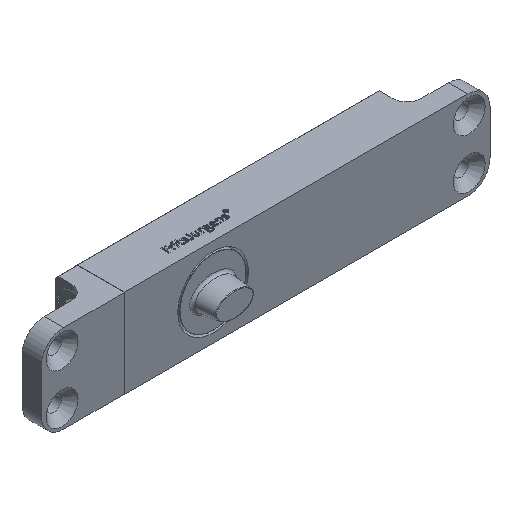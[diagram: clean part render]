
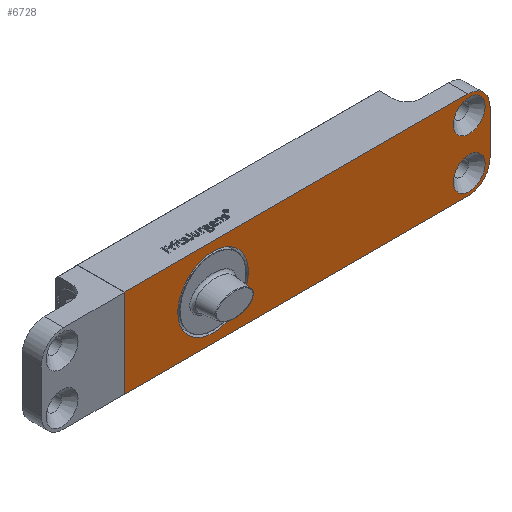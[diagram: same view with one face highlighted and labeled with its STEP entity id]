
A CAD part, isometric view. The second image highlights one B-rep face of the part: STEP entity #6728.
In plain terms, the highlighted planar face has unit normal (0, -1, 0).
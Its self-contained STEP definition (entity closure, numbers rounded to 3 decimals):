
#90 = EDGE_CURVE ( 'NONE', #2234, #3439, #9537, .T. ) ;
#118 = DIRECTION ( 'NONE',  ( 0., 0., -1. ) ) ;
#285 = AXIS2_PLACEMENT_3D ( 'NONE', #4844, #8143, #4740 ) ;
#308 = EDGE_CURVE ( 'NONE', #699, #3439, #9888, .T. ) ;
#352 = CARTESIAN_POINT ( 'NONE',  ( -32., -9., 16. ) ) ;
#367 = EDGE_LOOP ( 'NONE', ( #2484 ) ) ;
#393 = VECTOR ( 'NONE', #2060, 1000. ) ;
#580 = VERTEX_POINT ( 'NONE', #9074 ) ;
#699 = VERTEX_POINT ( 'NONE', #2046 ) ;
#704 = EDGE_LOOP ( 'NONE', ( #9717 ) ) ;
#1138 = CARTESIAN_POINT ( 'NONE',  ( 100., -9., -16. ) ) ;
#1317 = ORIENTED_EDGE ( 'NONE', *, *, #3257, .T. ) ;
#1346 = AXIS2_PLACEMENT_3D ( 'NONE', #2077, #7652, #4516 ) ;
#1554 = LINE ( 'NONE', #4820, #2288 ) ;
#1656 = LINE ( 'NONE', #5136, #8090 ) ;
#1678 = DIRECTION ( 'NONE',  ( 0., 1., 0. ) ) ;
#1713 = CARTESIAN_POINT ( 'NONE',  ( -32., -9., 16. ) ) ;
#1863 = FACE_BOUND ( 'NONE', #4851, .T. ) ;
#1924 = DIRECTION ( 'NONE',  ( 0., -1., 0. ) ) ;
#1987 = ORIENTED_EDGE ( 'NONE', *, *, #4518, .T. ) ;
#2046 = CARTESIAN_POINT ( 'NONE',  ( 100., -9., 8. ) ) ;
#2060 = DIRECTION ( 'NONE',  ( 1., 0., 0. ) ) ;
#2077 = CARTESIAN_POINT ( 'NONE',  ( 92., -9., 8. ) ) ;
#2153 = CIRCLE ( 'NONE', #10673, 5.75 ) ;
#2234 = VERTEX_POINT ( 'NONE', #1713 ) ;
#2288 = VECTOR ( 'NONE', #10554, 1000. ) ;
#2484 = ORIENTED_EDGE ( 'NONE', *, *, #8207, .T. ) ;
#2508 = CARTESIAN_POINT ( 'NONE',  ( 92.5, -9., 3.25 ) ) ;
#2614 = AXIS2_PLACEMENT_3D ( 'NONE', #9402, #1924, #5277 ) ;
#3060 = EDGE_CURVE ( 'NONE', #699, #5332, #9546, .T. ) ;
#3257 = EDGE_CURVE ( 'NONE', #7750, #580, #1554, .T. ) ;
#3357 = DIRECTION ( 'NONE',  ( 0., 0., -1. ) ) ;
#3439 = VERTEX_POINT ( 'NONE', #6824 ) ;
#3692 = ORIENTED_EDGE ( 'NONE', *, *, #90, .F. ) ;
#3700 = FACE_OUTER_BOUND ( 'NONE', #3926, .T. ) ;
#3926 = EDGE_LOOP ( 'NONE', ( #5027, #4670, #3692, #1987, #1317, #4688 ) ) ;
#3985 = CIRCLE ( 'NONE', #285, 8. ) ;
#4052 = DIRECTION ( 'NONE',  ( 0., 1., 0. ) ) ;
#4205 = CIRCLE ( 'NONE', #5763, 5.75 ) ;
#4218 = VERTEX_POINT ( 'NONE', #2508 ) ;
#4516 = DIRECTION ( 'NONE',  ( 0., 0., -1. ) ) ;
#4518 = EDGE_CURVE ( 'NONE', #2234, #7750, #1656, .T. ) ;
#4670 = ORIENTED_EDGE ( 'NONE', *, *, #308, .T. ) ;
#4688 = ORIENTED_EDGE ( 'NONE', *, *, #9131, .T. ) ;
#4740 = DIRECTION ( 'NONE',  ( 0., 0., -1. ) ) ;
#4820 = CARTESIAN_POINT ( 'NONE',  ( -32., -9., -16. ) ) ;
#4844 = CARTESIAN_POINT ( 'NONE',  ( 92., -9., -8. ) ) ;
#4851 = EDGE_LOOP ( 'NONE', ( #6403 ) ) ;
#5027 = ORIENTED_EDGE ( 'NONE', *, *, #3060, .F. ) ;
#5082 = EDGE_CURVE ( 'NONE', #4218, #4218, #2153, .T. ) ;
#5129 = DIRECTION ( 'NONE',  ( 0., 1., 0. ) ) ;
#5136 = CARTESIAN_POINT ( 'NONE',  ( -32., -9., -16. ) ) ;
#5277 = DIRECTION ( 'NONE',  ( 0., 0., -1. ) ) ;
#5332 = VERTEX_POINT ( 'NONE', #8840 ) ;
#5352 = VERTEX_POINT ( 'NONE', #9319 ) ;
#5763 = AXIS2_PLACEMENT_3D ( 'NONE', #10703, #4052, #6542 ) ;
#5935 = CARTESIAN_POINT ( 'NONE',  ( 0., -9., 0. ) ) ;
#6081 = FACE_BOUND ( 'NONE', #704, .T. ) ;
#6403 = ORIENTED_EDGE ( 'NONE', *, *, #8417, .T. ) ;
#6542 = DIRECTION ( 'NONE',  ( 0., 0., -1. ) ) ;
#6728 = ADVANCED_FACE ( 'NONE', ( #6081, #10166, #1863, #3700 ), #8477, .T. ) ;
#6824 = CARTESIAN_POINT ( 'NONE',  ( 92., -9., 16. ) ) ;
#7334 = CARTESIAN_POINT ( 'NONE',  ( 92.5, -9., 9. ) ) ;
#7652 = DIRECTION ( 'NONE',  ( 0., -1., 0. ) ) ;
#7750 = VERTEX_POINT ( 'NONE', #8023 ) ;
#7917 = DIRECTION ( 'NONE',  ( 0., 0., -1. ) ) ;
#8023 = CARTESIAN_POINT ( 'NONE',  ( -32., -9., -16. ) ) ;
#8090 = VECTOR ( 'NONE', #118, 1000. ) ;
#8143 = DIRECTION ( 'NONE',  ( 0., -1., 0. ) ) ;
#8207 = EDGE_CURVE ( 'NONE', #5352, #5352, #4205, .T. ) ;
#8417 = EDGE_CURVE ( 'NONE', #9368, #9368, #10592, .T. ) ;
#8477 = PLANE ( 'NONE',  #2614 ) ;
#8840 = CARTESIAN_POINT ( 'NONE',  ( 100., -9., -8. ) ) ;
#9074 = CARTESIAN_POINT ( 'NONE',  ( 92., -9., -16. ) ) ;
#9131 = EDGE_CURVE ( 'NONE', #580, #5332, #3985, .T. ) ;
#9319 = CARTESIAN_POINT ( 'NONE',  ( 92.5, -9., -14.75 ) ) ;
#9368 = VERTEX_POINT ( 'NONE', #9427 ) ;
#9402 = CARTESIAN_POINT ( 'NONE',  ( -32., -9., -16. ) ) ;
#9427 = CARTESIAN_POINT ( 'NONE',  ( -12.75, -9., 0. ) ) ;
#9537 = LINE ( 'NONE', #352, #393 ) ;
#9546 = LINE ( 'NONE', #1138, #10322 ) ;
#9717 = ORIENTED_EDGE ( 'NONE', *, *, #5082, .T. ) ;
#9888 = CIRCLE ( 'NONE', #1346, 8. ) ;
#10122 = DIRECTION ( 'NONE',  ( -1., 0., 0. ) ) ;
#10166 = FACE_BOUND ( 'NONE', #367, .T. ) ;
#10322 = VECTOR ( 'NONE', #7917, 1000. ) ;
#10554 = DIRECTION ( 'NONE',  ( 1., 0., 0. ) ) ;
#10592 = CIRCLE ( 'NONE', #10771, 12.75 ) ;
#10673 = AXIS2_PLACEMENT_3D ( 'NONE', #7334, #1678, #3357 ) ;
#10703 = CARTESIAN_POINT ( 'NONE',  ( 92.5, -9., -9. ) ) ;
#10771 = AXIS2_PLACEMENT_3D ( 'NONE', #5935, #5129, #10122 ) ;
